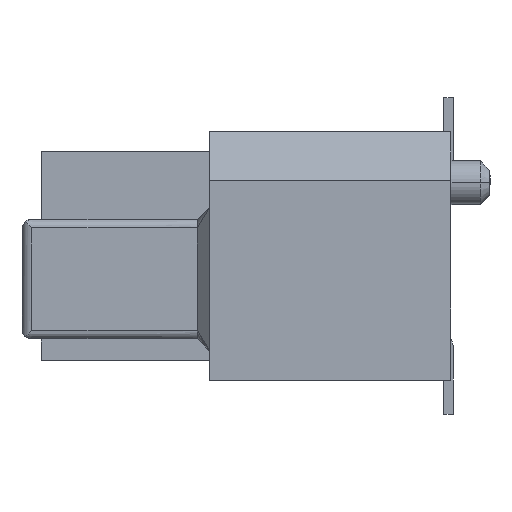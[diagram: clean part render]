
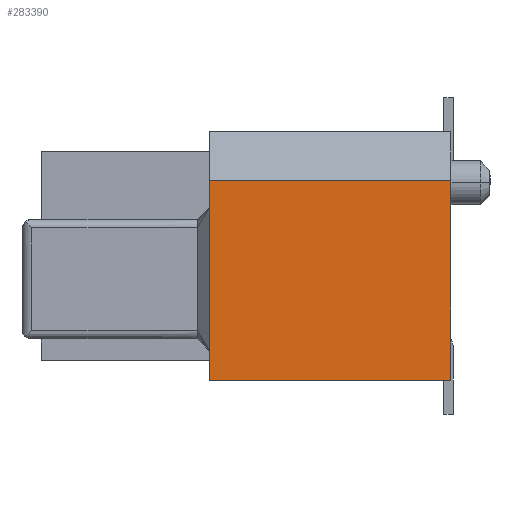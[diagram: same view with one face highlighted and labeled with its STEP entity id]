
A CAD part, left-side view. The second image highlights one B-rep face of the part: STEP entity #283390.
In plain terms, the highlighted planar face has unit normal (-1, 0, 0).
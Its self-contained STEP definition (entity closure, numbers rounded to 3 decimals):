
#142740=CARTESIAN_POINT('',(-12.,4.9,1.55));
#142750=VERTEX_POINT('',#142740);
#142780=CARTESIAN_POINT('',(-12.,4.9,0.));
#142790=DIRECTION('',(0.,0.,-1.));
#142800=VECTOR('',#142790,1.);
#142810=LINE('',#142780,#142800);
#142820=CARTESIAN_POINT('',(-12.,4.9,-2.55));
#142830=VERTEX_POINT('',#142820);
#142840=EDGE_CURVE('',#142750,#142830,#142810,.T.);
#282080=CARTESIAN_POINT('',(-12.,-0.05,1.55));
#282090=VERTEX_POINT('',#282080);
#282120=CARTESIAN_POINT('',(-12.,0.,1.55));
#282130=DIRECTION('',(0.,1.,0.));
#282140=VECTOR('',#282130,1.);
#282150=LINE('',#282120,#282140);
#282160=EDGE_CURVE('',#282090,#142750,#282150,.T.);
#282300=CARTESIAN_POINT('',(-12.,0.,-2.55));
#282310=DIRECTION('',(0.,1.,0.));
#282320=VECTOR('',#282310,1.);
#282330=LINE('',#282300,#282320);
#282340=CARTESIAN_POINT('',(-12.,-0.05,-2.55));
#282350=VERTEX_POINT('',#282340);
#282360=EDGE_CURVE('',#282350,#142830,#282330,.T.);
#282580=CARTESIAN_POINT('',(-12.,-0.05,0.));
#282590=DIRECTION('',(0.,0.,1.));
#282600=VECTOR('',#282590,1.);
#282610=LINE('',#282580,#282600);
#282620=EDGE_CURVE('',#282350,#282090,#282610,.T.);
#283280=CARTESIAN_POINT('',(-12.,2.425,-0.5));
#283290=DIRECTION('',(-1.,0.,0.));
#283300=DIRECTION('',(0.,1.,0.));
#283310=AXIS2_PLACEMENT_3D('',#283280,#283290,#283300);
#283320=PLANE('',#283310);
#283330=ORIENTED_EDGE('',*,*,#282620,.T.);
#283340=ORIENTED_EDGE('',*,*,#282360,.F.);
#283350=ORIENTED_EDGE('',*,*,#142840,.T.);
#283360=ORIENTED_EDGE('',*,*,#282160,.T.);
#283370=EDGE_LOOP('',(#283360,#283350,#283340,#283330));
#283380=FACE_OUTER_BOUND('',#283370,.T.);
#283390=ADVANCED_FACE('',(#283380),#283320,.T.);
